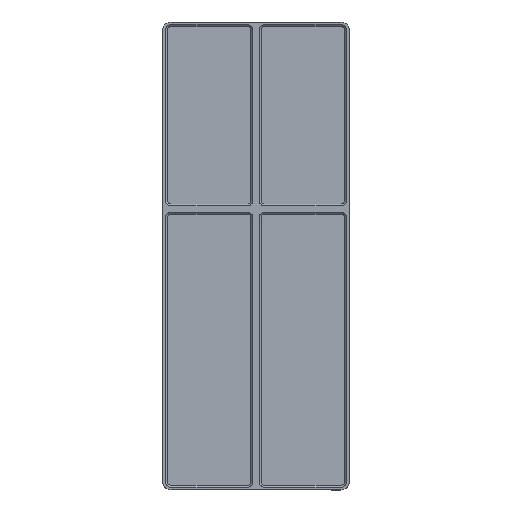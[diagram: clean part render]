
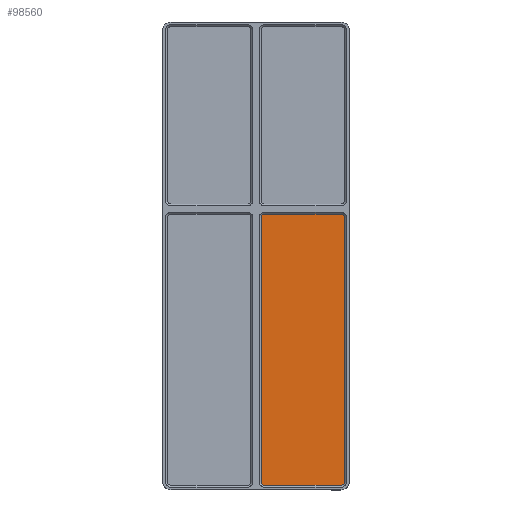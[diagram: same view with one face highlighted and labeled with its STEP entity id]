
A CAD part, top view. The second image highlights one B-rep face of the part: STEP entity #98560.
In plain terms, the highlighted planar face has unit normal (0, 0, 1).
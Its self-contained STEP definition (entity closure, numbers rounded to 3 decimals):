
#96670=CARTESIAN_POINT('',(254.25,206.15,7.));
#96680=VERTEX_POINT('',#96670);
#96710=CARTESIAN_POINT('',(254.25,173.,7.));
#96720=DIRECTION('',(0.,1.,0.));
#96730=VECTOR('',#96720,1.);
#96740=LINE('',#96710,#96730);
#96750=CARTESIAN_POINT('',(254.25,87.85,7.));
#96760=VERTEX_POINT('',#96750);
#96770=EDGE_CURVE('',#96760,#96680,#96740,.T.);
#97070=CARTESIAN_POINT('',(290.15,207.75,7.));
#97080=VERTEX_POINT('',#97070);
#97110=CARTESIAN_POINT('',(257.,207.75,7.));
#97120=DIRECTION('',(1.,0.,0.));
#97130=VECTOR('',#97120,1.);
#97140=LINE('',#97110,#97130);
#97150=CARTESIAN_POINT('',(255.85,207.75,7.));
#97160=VERTEX_POINT('',#97150);
#97170=EDGE_CURVE('',#97160,#97080,#97140,.T.);
#97420=CARTESIAN_POINT('',(255.85,87.85,7.));
#97430=DIRECTION('',(0.,0.,-1.));
#97440=DIRECTION('',(1.,0.,0.));
#97450=AXIS2_PLACEMENT_3D('',#97420,#97430,#97440);
#97460=CIRCLE('',#97450,1.6);
#97470=CARTESIAN_POINT('',(255.85,86.25,7.));
#97480=VERTEX_POINT('',#97470);
#97490=EDGE_CURVE('',#97480,#96760,#97460,.T.);
#97800=CARTESIAN_POINT('',(290.15,86.25,7.));
#97810=VERTEX_POINT('',#97800);
#97840=CARTESIAN_POINT('',(290.15,87.85,7.));
#97850=DIRECTION('',(0.,0.,-1.));
#97860=DIRECTION('',(1.,0.,0.));
#97870=AXIS2_PLACEMENT_3D('',#97840,#97850,#97860);
#97880=CIRCLE('',#97870,1.6);
#97890=CARTESIAN_POINT('',(291.75,87.85,7.));
#97900=VERTEX_POINT('',#97890);
#97910=EDGE_CURVE('',#97900,#97810,#97880,.T.);
#98170=CARTESIAN_POINT('',(273.,189.,7.));
#98180=DIRECTION('',(0.,0.,1.));
#98190=DIRECTION('',(-1.,0.,0.));
#98200=AXIS2_PLACEMENT_3D('',#98170,#98180,#98190);
#98210=PLANE('',#98200);
#98220=ORIENTED_EDGE('',*,*,#97910,.F.);
#98230=CARTESIAN_POINT('',(289.,86.25,7.));
#98240=DIRECTION('',(-1.,0.,0.));
#98250=VECTOR('',#98240,1.);
#98260=LINE('',#98230,#98250);
#98270=EDGE_CURVE('',#97810,#97480,#98260,.T.);
#98280=ORIENTED_EDGE('',*,*,#98270,.F.);
#98290=ORIENTED_EDGE('',*,*,#97490,.F.);
#98300=ORIENTED_EDGE('',*,*,#96770,.F.);
#98310=CARTESIAN_POINT('',(255.85,206.15,7.));
#98320=DIRECTION('',(0.,0.,-1.));
#98330=DIRECTION('',(1.,0.,0.));
#98340=AXIS2_PLACEMENT_3D('',#98310,#98320,#98330);
#98350=CIRCLE('',#98340,1.6);
#98360=EDGE_CURVE('',#96680,#97160,#98350,.T.);
#98370=ORIENTED_EDGE('',*,*,#98360,.F.);
#98380=ORIENTED_EDGE('',*,*,#97170,.F.);
#98390=CARTESIAN_POINT('',(290.15,206.15,7.));
#98400=DIRECTION('',(0.,0.,-1.));
#98410=DIRECTION('',(1.,0.,0.));
#98420=AXIS2_PLACEMENT_3D('',#98390,#98400,#98410);
#98430=CIRCLE('',#98420,1.6);
#98440=CARTESIAN_POINT('',(291.75,206.15,7.));
#98450=VERTEX_POINT('',#98440);
#98460=EDGE_CURVE('',#97080,#98450,#98430,.T.);
#98470=ORIENTED_EDGE('',*,*,#98460,.F.);
#98480=CARTESIAN_POINT('',(291.75,121.,7.));
#98490=DIRECTION('',(0.,-1.,0.));
#98500=VECTOR('',#98490,1.);
#98510=LINE('',#98480,#98500);
#98520=EDGE_CURVE('',#98450,#97900,#98510,.T.);
#98530=ORIENTED_EDGE('',*,*,#98520,.F.);
#98540=EDGE_LOOP('',(#98530,#98470,#98380,#98370,#98300,#98290,#98280,
#98220));
#98550=FACE_OUTER_BOUND('',#98540,.T.);
#98560=ADVANCED_FACE('',(#98550),#98210,.T.);
